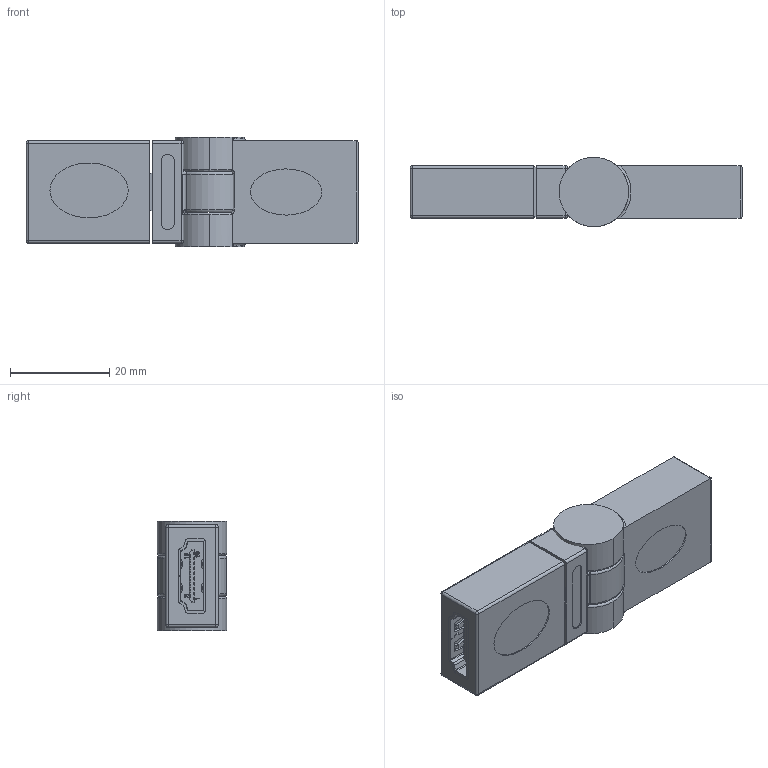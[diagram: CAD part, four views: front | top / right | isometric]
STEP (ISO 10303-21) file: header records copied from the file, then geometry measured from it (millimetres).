
FILE_DESCRIPTION (( 'STEP AP214' ), '1' );
FILE_NAME ('VHC00024.STEP', '2018-09-26T14:00:38', ( '' ), ( '' ), 'SwSTEP 2.0', 'SolidWorks 2017', '' );
FILE_SCHEMA (( 'AUTOMOTIVE_DESIGN' ));
Length unit declared in the file: inch
Products named in the file (7): 1AH05-004___; 1AH05-004-MA1___; 1AH05-004-MA2___; 1AH05-004-MA3___; VHC-SW-MA3_no logo; VHC-SW-MA1; VHC00024
Assembly tree (25 placements, depth 3):
  VHC00024
    VHC-SW-MA3_no logo
    VHC-SW-MA1
    1AH05-004___  x2
      1AH05-004-MA1___
      1AH05-004-MA2___
      1AH05-004-MA3___
Bounding box: 66.9 x 14 x 22.06 mm (x, y, z)
Volume: 13424.8 mm3; surface area: 10696.4 mm2
Topology: 44 solids, 44 shells, 2259 faces, 5847 edges, 3662 vertices
Faces by surface type: plane 1721, cylinder 407, bspline 106, torus 17, sphere 8
Entity records: 25340 total; most frequent: CARTESIAN_POINT 7209, ORIENTED_EDGE 3762, DIRECTION 3256, EDGE_CURVE 1881, LINE 1390, VECTOR 1390, VERTEX_POINT 1226, AXIS2_PLACEMENT_3D 933
